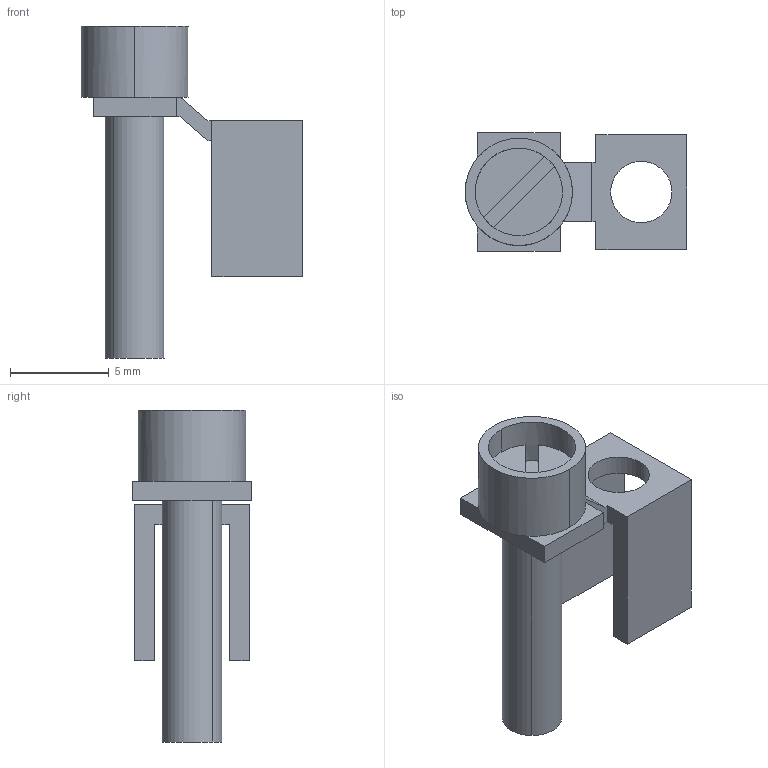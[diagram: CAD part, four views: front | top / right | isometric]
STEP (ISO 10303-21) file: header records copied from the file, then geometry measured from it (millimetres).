
FILE_DESCRIPTION(('Creo Elements/Direct Modeling STEP Export'),'2;1');
FILE_NAME('model.stp','2020-04-02T 0:24:28',(''),(''),'Creo Elements/Direct Modeling STEP processor for AP214 (Solid Model)','Creo Elements/Direct Modeling 20.1A 29-Sep-2018 (C) Parametric Technology GmbH','');
FILE_SCHEMA(('AUTOMOTIVE_DESIGN { 1 0 10303 214 1 1 1 1 }'));
Length unit declared in the file: millimetre
Products named in the file (2): KBI_6-select
Assembly tree (1 placements, depth 2):
  KBI_6-select
    KBI_6-select
Bounding box: 11.21 x 6 x 16.8 mm (x, y, z)
Volume: 258 mm3; surface area: 515.7 mm2
Topology: 1 solids, 1 shells, 44 faces, 113 edges, 73 vertices
Faces by surface type: plane 36, cylinder 8
Entity records: 1581 total; most frequent: ORIENTED_EDGE 226, CARTESIAN_POINT 201, DIRECTION 177, EDGE_CURVE 113, VECTOR 79, LINE 79, VERTEX_POINT 73, AXIS2_PLACEMENT_3D 49
